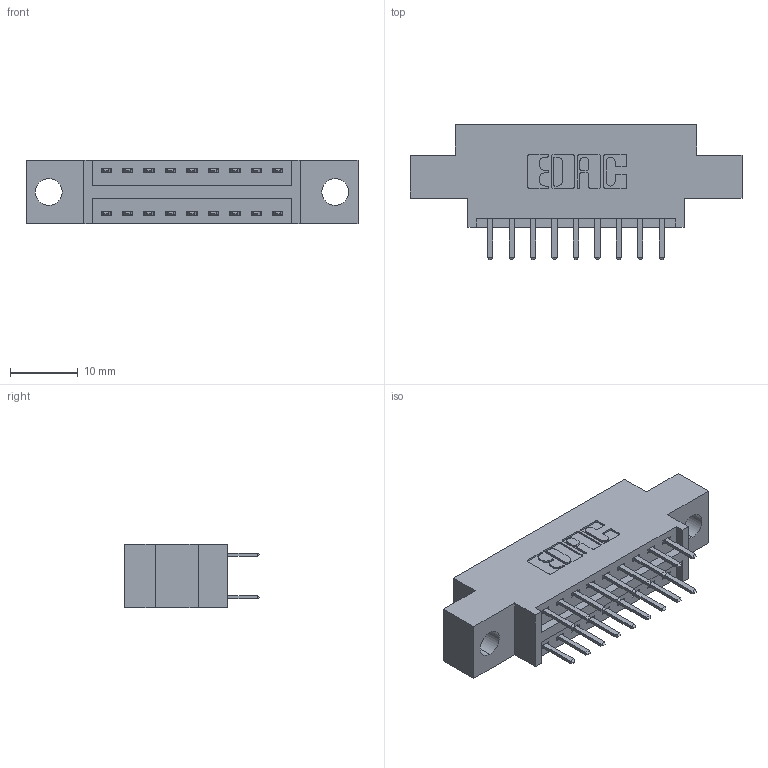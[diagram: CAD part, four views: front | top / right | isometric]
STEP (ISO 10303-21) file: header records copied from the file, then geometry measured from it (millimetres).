
FILE_DESCRIPTION (( 'STEP AP203' ), '1' );
FILE_NAME ('346-018-520-804.STEP', '2022-05-18T16:58:19', ( '' ), ( '' ), 'SwSTEP 2.0', 'SolidWorks 2020', '' );
FILE_SCHEMA (( 'CONFIG_CONTROL_DESIGN' ));
Length unit declared in the file: inch
Products named in the file (3): 345-292-001_345-293-120; 346 Part_0.170 Offset - 0.156 Dia-TH; 346-018-520-804
Assembly tree (19 placements, depth 2):
  346-018-520-804
    346 Part_0.170 Offset - 0.156 Dia-TH
    345-292-001_345-293-120  x18
Bounding box: 49.15 x 20.02 x 9.4 mm (x, y, z)
Volume: 154.1 mm3; surface area: 5351.9 mm2
Topology: 18 solids, 19 shells, 1147 faces, 3311 edges, 2158 vertices
Faces by surface type: plane 759, cylinder 388
Entity records: 10981 total; most frequent: CARTESIAN_POINT 1874, ORIENTED_EDGE 1794, DIRECTION 1689, EDGE_CURVE 897, LINE 725, VECTOR 725, VERTEX_POINT 594, AXIS2_PLACEMENT_3D 482
